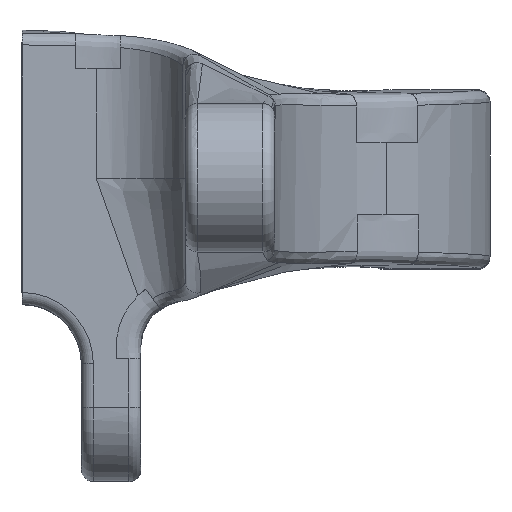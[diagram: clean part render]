
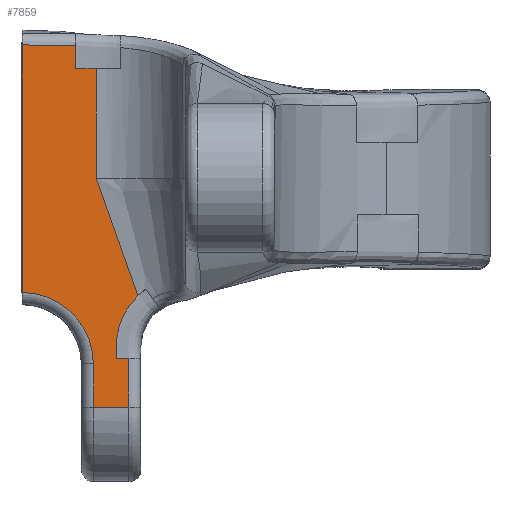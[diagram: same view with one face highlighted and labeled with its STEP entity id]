
A CAD part, top view. The second image highlights one B-rep face of the part: STEP entity #7859.
In plain terms, the highlighted planar face has unit normal (0, 0, 1).
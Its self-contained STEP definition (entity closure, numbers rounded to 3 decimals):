
#182 = DIRECTION ( 'NONE',  ( -1., 0., 0. ) ) ;
#284 = VERTEX_POINT ( 'NONE', #6306 ) ;
#292 = CARTESIAN_POINT ( 'NONE',  ( 15.047, 44.786, -119.2 ) ) ;
#353 = DIRECTION ( 'NONE',  ( 0., -1., 0. ) ) ;
#385 = CARTESIAN_POINT ( 'NONE',  ( 24., -77., -119.2 ) ) ;
#551 = DIRECTION ( 'NONE',  ( 0., -1., 0. ) ) ;
#569 = DIRECTION ( 'NONE',  ( 0., 1., 0. ) ) ;
#611 = DIRECTION ( 'NONE',  ( 0., 0., 1. ) ) ;
#669 = CARTESIAN_POINT ( 'NONE',  ( 31.669, -56.916, -119.2 ) ) ;
#726 = EDGE_CURVE ( 'NONE', #12336, #9823, #9165, .T. ) ;
#1293 = LINE ( 'NONE', #2759, #7015 ) ;
#1375 = VERTEX_POINT ( 'NONE', #7366 ) ;
#1520 = CARTESIAN_POINT ( 'NONE',  ( 20., -77., -119.2 ) ) ;
#1629 = EDGE_CURVE ( 'NONE', #8655, #3521, #10690, .T. ) ;
#1721 = LINE ( 'NONE', #10552, #8763 ) ;
#1785 = VERTEX_POINT ( 'NONE', #2098 ) ;
#1982 = ORIENTED_EDGE ( 'NONE', *, *, #8411, .T. ) ;
#2098 = CARTESIAN_POINT ( 'NONE',  ( 38.989, -39.56, -119.2 ) ) ;
#2106 = LINE ( 'NONE', #8225, #7474 ) ;
#2120 = VERTEX_POINT ( 'NONE', #3173 ) ;
#2644 = DIRECTION ( 'NONE',  ( 0., -1., 0. ) ) ;
#2758 = ORIENTED_EDGE ( 'NONE', *, *, #10138, .T. ) ;
#2759 = CARTESIAN_POINT ( 'NONE',  ( 25., -60.666, -119.2 ) ) ;
#2803 = CARTESIAN_POINT ( 'NONE',  ( 0., -62.42, -119.2 ) ) ;
#2974 = LINE ( 'NONE', #11482, #15577 ) ;
#3080 = CARTESIAN_POINT ( 'NONE',  ( 18.056, 36.889, -119.2 ) ) ;
#3146 = DIRECTION ( 'NONE',  ( 0., 0., -1. ) ) ;
#3173 = CARTESIAN_POINT ( 'NONE',  ( 36., -77., -119.2 ) ) ;
#3350 = CARTESIAN_POINT ( 'NONE',  ( 18.056, 0., -119.2 ) ) ;
#3521 = VERTEX_POINT ( 'NONE', #15219 ) ;
#3836 = CARTESIAN_POINT ( 'NONE',  ( 0., 44.909, -119.2 ) ) ;
#3935 = DIRECTION ( 'NONE',  ( 0., 1., 0. ) ) ;
#4032 = ORIENTED_EDGE ( 'NONE', *, *, #7807, .F. ) ;
#4050 = CARTESIAN_POINT ( 'NONE',  ( 24., -62.42, -119.2 ) ) ;
#4218 = LINE ( 'NONE', #8000, #5173 ) ;
#4300 = DIRECTION ( 'NONE',  ( 0., 1., 0. ) ) ;
#4504 = AXIS2_PLACEMENT_3D ( 'NONE', #6787, #3146, #11701 ) ;
#4822 = ORIENTED_EDGE ( 'NONE', *, *, #14664, .T. ) ;
#4968 = FACE_OUTER_BOUND ( 'NONE', #14976, .T. ) ;
#5031 = ORIENTED_EDGE ( 'NONE', *, *, #1629, .T. ) ;
#5173 = VECTOR ( 'NONE', #569, 1000. ) ;
#5264 = VERTEX_POINT ( 'NONE', #669 ) ;
#5353 = VECTOR ( 'NONE', #4300, 1000. ) ;
#5377 = LINE ( 'NONE', #385, #10333 ) ;
#5489 = PLANE ( 'NONE',  #11712 ) ;
#5832 = ORIENTED_EDGE ( 'NONE', *, *, #13587, .T. ) ;
#6262 = LINE ( 'NONE', #3350, #6821 ) ;
#6306 = CARTESIAN_POINT ( 'NONE',  ( 18.056, 44.71, -119.2 ) ) ;
#6357 = CARTESIAN_POINT ( 'NONE',  ( 6.019, 44.902, -119.2 ) ) ;
#6591 = CARTESIAN_POINT ( 'NONE',  ( 0., -38.42, -119.2 ) ) ;
#6775 = EDGE_CURVE ( 'NONE', #5264, #1785, #8166, .T. ) ;
#6787 = CARTESIAN_POINT ( 'NONE',  ( 55.905, -56.916, -119.2 ) ) ;
#6821 = VECTOR ( 'NONE', #353, 1000. ) ;
#6908 = AXIS2_PLACEMENT_3D ( 'NONE', #2803, #14928, #2644 ) ;
#6970 = DIRECTION ( 'NONE',  ( 0., -1., 0. ) ) ;
#7015 = VECTOR ( 'NONE', #182, 1000. ) ;
#7173 = VERTEX_POINT ( 'NONE', #9551 ) ;
#7296 = EDGE_CURVE ( 'NONE', #284, #14797, #6262, .T. ) ;
#7366 = CARTESIAN_POINT ( 'NONE',  ( 31.669, -60.666, -119.2 ) ) ;
#7474 = VECTOR ( 'NONE', #13235, 1000. ) ;
#7510 = DIRECTION ( 'NONE',  ( 1., 0., 0. ) ) ;
#7574 = EDGE_CURVE ( 'NONE', #7173, #1375, #1293, .T. ) ;
#7807 = EDGE_CURVE ( 'NONE', #8655, #1785, #1721, .T. ) ;
#7859 = ADVANCED_FACE ( 'NONE', ( #4968 ), #5489, .T. ) ;
#8000 = CARTESIAN_POINT ( 'NONE',  ( 36., 0., -119.2 ) ) ;
#8166 = CIRCLE ( 'NONE', #4504, 24.236 ) ;
#8225 = CARTESIAN_POINT ( 'NONE',  ( 18.056, 36.889, -119.2 ) ) ;
#8411 = EDGE_CURVE ( 'NONE', #13420, #2120, #14249, .T. ) ;
#8597 = ORIENTED_EDGE ( 'NONE', *, *, #726, .T. ) ;
#8655 = VERTEX_POINT ( 'NONE', #11017 ) ;
#8763 = VECTOR ( 'NONE', #15354, 1000. ) ;
#8805 = CARTESIAN_POINT ( 'NONE',  ( 3.01, 44.909, -119.2 ) ) ;
#8860 = CARTESIAN_POINT ( 'NONE',  ( 12.038, 44.839, -119.2 ) ) ;
#9165 = LINE ( 'NONE', #14283, #11649 ) ;
#9221 = DIRECTION ( 'NONE',  ( -1., 0., 0. ) ) ;
#9551 = CARTESIAN_POINT ( 'NONE',  ( 36., -60.666, -119.2 ) ) ;
#9823 = VERTEX_POINT ( 'NONE', #6591 ) ;
#10055 = VECTOR ( 'NONE', #7510, 1000. ) ;
#10138 = EDGE_CURVE ( 'NONE', #1375, #5264, #2974, .T. ) ;
#10333 = VECTOR ( 'NONE', #551, 1000. ) ;
#10552 = CARTESIAN_POINT ( 'NONE',  ( 32.5, -21.21, -119.2 ) ) ;
#10690 = LINE ( 'NONE', #12792, #5353 ) ;
#11017 = CARTESIAN_POINT ( 'NONE',  ( 25., 0., -119.2 ) ) ;
#11482 = CARTESIAN_POINT ( 'NONE',  ( 31.669, 0., -119.2 ) ) ;
#11649 = VECTOR ( 'NONE', #6970, 1000. ) ;
#11701 = DIRECTION ( 'NONE',  ( 0., -1., 0. ) ) ;
#11712 = AXIS2_PLACEMENT_3D ( 'NONE', #15251, #611, #9221 ) ;
#11715 = ORIENTED_EDGE ( 'NONE', *, *, #7574, .T. ) ;
#12126 = VERTEX_POINT ( 'NONE', #4050 ) ;
#12286 = ORIENTED_EDGE ( 'NONE', *, *, #6775, .T. ) ;
#12336 = VERTEX_POINT ( 'NONE', #12757 ) ;
#12372 = EDGE_CURVE ( 'NONE', #2120, #7173, #4218, .T. ) ;
#12499 = ORIENTED_EDGE ( 'NONE', *, *, #13287, .T. ) ;
#12549 = CARTESIAN_POINT ( 'NONE',  ( 18.056, 44.71, -119.2 ) ) ;
#12757 = CARTESIAN_POINT ( 'NONE',  ( 0., 44.909, -119.2 ) ) ;
#12792 = CARTESIAN_POINT ( 'NONE',  ( 25., 30., -119.2 ) ) ;
#13182 = CIRCLE ( 'NONE', #6908, 24. ) ;
#13235 = DIRECTION ( 'NONE',  ( 1., 0., 0. ) ) ;
#13236 = B_SPLINE_CURVE_WITH_KNOTS ( 'NONE', 3,
 ( #12549, #292, #8860, #6357, #8805, #3836 ),
 .UNSPECIFIED., .F., .F.,
 ( 4, 2, 4 ),
 ( 0.007, 0.016, 0.025 ),
 .UNSPECIFIED. ) ;
#13287 = EDGE_CURVE ( 'NONE', #9823, #12126, #13182, .T. ) ;
#13401 = ORIENTED_EDGE ( 'NONE', *, *, #12372, .T. ) ;
#13420 = VERTEX_POINT ( 'NONE', #14878 ) ;
#13587 = EDGE_CURVE ( 'NONE', #12126, #13420, #5377, .T. ) ;
#14047 = EDGE_CURVE ( 'NONE', #14797, #3521, #2106, .T. ) ;
#14249 = LINE ( 'NONE', #1520, #10055 ) ;
#14283 = CARTESIAN_POINT ( 'NONE',  ( 0., -21.21, -119.2 ) ) ;
#14664 = EDGE_CURVE ( 'NONE', #284, #12336, #13236, .T. ) ;
#14797 = VERTEX_POINT ( 'NONE', #3080 ) ;
#14878 = CARTESIAN_POINT ( 'NONE',  ( 24., -77., -119.2 ) ) ;
#14928 = DIRECTION ( 'NONE',  ( 0., 0., -1. ) ) ;
#14976 = EDGE_LOOP ( 'NONE', ( #13401, #11715, #2758, #12286, #4032, #5031, #15730, #15777, #4822, #8597, #12499, #5832, #1982 ) ) ;
#15219 = CARTESIAN_POINT ( 'NONE',  ( 25., 36.889, -119.2 ) ) ;
#15251 = CARTESIAN_POINT ( 'NONE',  ( 25., 0., -119.2 ) ) ;
#15354 = DIRECTION ( 'NONE',  ( 0.333, -0.943, 0. ) ) ;
#15577 = VECTOR ( 'NONE', #3935, 1000. ) ;
#15730 = ORIENTED_EDGE ( 'NONE', *, *, #14047, .F. ) ;
#15777 = ORIENTED_EDGE ( 'NONE', *, *, #7296, .F. ) ;
